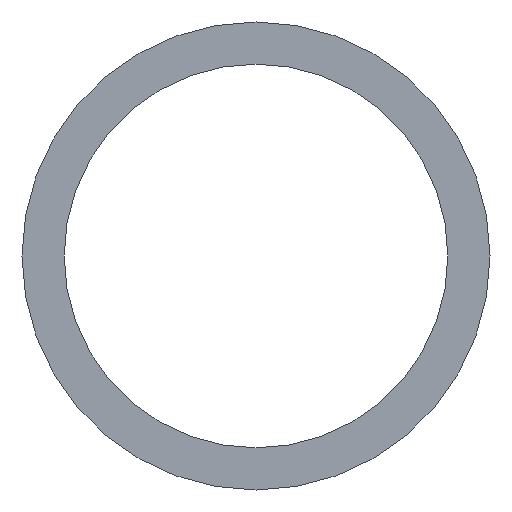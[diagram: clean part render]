
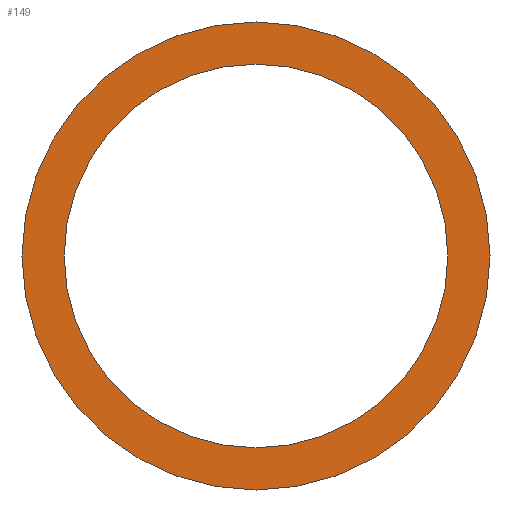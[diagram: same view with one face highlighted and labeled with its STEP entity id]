
A CAD part, front view. The second image highlights one B-rep face of the part: STEP entity #149.
In plain terms, the highlighted planar face has unit normal (0, -1, 0).
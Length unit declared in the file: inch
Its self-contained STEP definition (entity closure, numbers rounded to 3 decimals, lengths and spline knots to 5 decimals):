
#1 = ORIENTED_EDGE ( 'NONE', *, *, #119, .T. ) ;
#4 = CARTESIAN_POINT ( 'NONE',  ( 0., 0., 0.49985 ) ) ;
#8 = CIRCLE ( 'NONE', #222, 0.49985 ) ;
#14 = ORIENTED_EDGE ( 'NONE', *, *, #224, .F. ) ;
#17 = EDGE_LOOP ( 'NONE', ( #108, #14 ) ) ;
#21 = VERTEX_POINT ( 'NONE', #57 ) ;
#29 = CIRCLE ( 'NONE', #180, 0.40985 ) ;
#33 = CIRCLE ( 'NONE', #203, 0.40985 ) ;
#34 = DIRECTION ( 'NONE',  ( 0., 0., 1. ) ) ;
#38 = CARTESIAN_POINT ( 'NONE',  ( 0., 0., -0.40985 ) ) ;
#49 = DIRECTION ( 'NONE',  ( 0., 1., 0. ) ) ;
#57 = CARTESIAN_POINT ( 'NONE',  ( 0., 0., -0.49985 ) ) ;
#62 = CARTESIAN_POINT ( 'NONE',  ( 0., 0., 0.40985 ) ) ;
#65 = CIRCLE ( 'NONE', #178, 0.49985 ) ;
#73 = FACE_OUTER_BOUND ( 'NONE', #17, .T. ) ;
#74 = CARTESIAN_POINT ( 'NONE',  ( 0., 0., 0. ) ) ;
#87 = CARTESIAN_POINT ( 'NONE',  ( 0., 0., 0. ) ) ;
#102 = DIRECTION ( 'NONE',  ( 0., 0., 1. ) ) ;
#108 = ORIENTED_EDGE ( 'NONE', *, *, #236, .F. ) ;
#119 = EDGE_CURVE ( 'NONE', #206, #197, #33, .T. ) ;
#126 = DIRECTION ( 'NONE',  ( 0., 0., 1. ) ) ;
#130 = VERTEX_POINT ( 'NONE', #4 ) ;
#131 = DIRECTION ( 'NONE',  ( 0., 0., 1. ) ) ;
#137 = DIRECTION ( 'NONE',  ( 0., 1., 0. ) ) ;
#143 = PLANE ( 'NONE',  #188 ) ;
#149 = ADVANCED_FACE ( 'NONE', ( #73, #217 ), #143, .F. ) ;
#159 = DIRECTION ( 'NONE',  ( 0., 1., 0. ) ) ;
#169 = EDGE_LOOP ( 'NONE', ( #233, #1 ) ) ;
#178 = AXIS2_PLACEMENT_3D ( 'NONE', #244, #247, #248 ) ;
#180 = AXIS2_PLACEMENT_3D ( 'NONE', #74, #49, #34 ) ;
#186 = CARTESIAN_POINT ( 'NONE',  ( 0., 0., 0. ) ) ;
#188 = AXIS2_PLACEMENT_3D ( 'NONE', #87, #159, #102 ) ;
#197 = VERTEX_POINT ( 'NONE', #38 ) ;
#203 = AXIS2_PLACEMENT_3D ( 'NONE', #210, #214, #126 ) ;
#206 = VERTEX_POINT ( 'NONE', #62 ) ;
#210 = CARTESIAN_POINT ( 'NONE',  ( 0., 0., 0. ) ) ;
#214 = DIRECTION ( 'NONE',  ( 0., 1., 0. ) ) ;
#217 = FACE_BOUND ( 'NONE', #169, .T. ) ;
#222 = AXIS2_PLACEMENT_3D ( 'NONE', #186, #137, #131 ) ;
#224 = EDGE_CURVE ( 'NONE', #130, #21, #8, .T. ) ;
#229 = EDGE_CURVE ( 'NONE', #197, #206, #29, .T. ) ;
#233 = ORIENTED_EDGE ( 'NONE', *, *, #229, .T. ) ;
#236 = EDGE_CURVE ( 'NONE', #21, #130, #65, .T. ) ;
#244 = CARTESIAN_POINT ( 'NONE',  ( 0., 0., 0. ) ) ;
#247 = DIRECTION ( 'NONE',  ( 0., 1., 0. ) ) ;
#248 = DIRECTION ( 'NONE',  ( 0., 0., 1. ) ) ;
